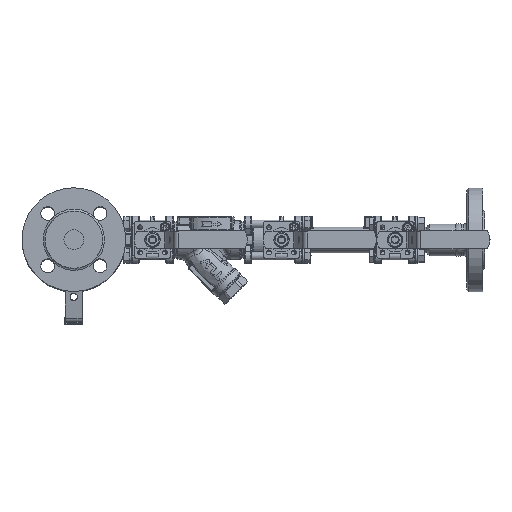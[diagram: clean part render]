
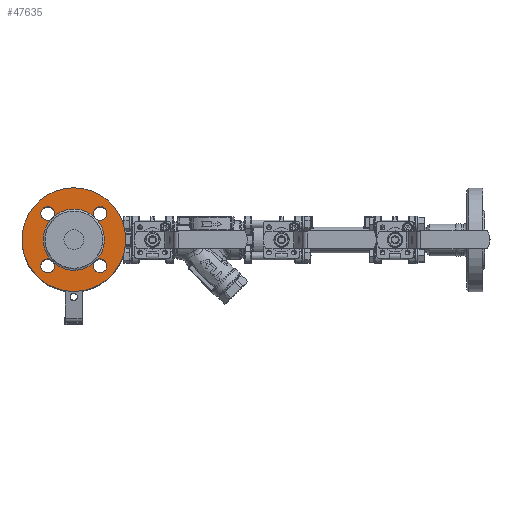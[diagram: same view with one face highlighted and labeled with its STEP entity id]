
A CAD part, top view. The second image highlights one B-rep face of the part: STEP entity #47635.
In plain terms, the highlighted planar face has unit normal (0, 0, 1).
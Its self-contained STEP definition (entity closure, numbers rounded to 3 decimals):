
#3485=FACE_BOUND('',#14134,.T.);
#3743=PLANE('',#50741);
#11146=FACE_OUTER_BOUND('',#14133,.T.);
#14133=EDGE_LOOP('',(#32622,#32623));
#14134=EDGE_LOOP('',(#32624,#32625,#32626,#32627,#32628,#32629,#32630,#32631,
#32632,#32633,#32634,#32635,#32636));
#17398=CIRCLE('',#50717,31.);
#17399=CIRCLE('',#50718,31.);
#17400=CIRCLE('',#50719,31.);
#17401=CIRCLE('',#50720,31.);
#17402=CIRCLE('',#50721,31.);
#17403=CIRCLE('',#50723,7.);
#17404=CIRCLE('',#50724,7.);
#17405=CIRCLE('',#50726,7.);
#17406=CIRCLE('',#50727,7.);
#17407=CIRCLE('',#50729,7.);
#17408=CIRCLE('',#50730,7.);
#17409=CIRCLE('',#50732,7.);
#17410=CIRCLE('',#50733,7.);
#17413=CIRCLE('',#50738,52.5);
#17414=CIRCLE('',#50739,52.5);
#20386=VERTEX_POINT('',#71382);
#20387=VERTEX_POINT('',#71384);
#20388=VERTEX_POINT('',#71386);
#20389=VERTEX_POINT('',#71407);
#20390=VERTEX_POINT('',#71409);
#20391=VERTEX_POINT('',#71430);
#20392=VERTEX_POINT('',#71432);
#20393=VERTEX_POINT('',#71453);
#20394=VERTEX_POINT('',#71455);
#20395=VERTEX_POINT('',#71478);
#20396=VERTEX_POINT('',#71483);
#20397=VERTEX_POINT('',#71488);
#20398=VERTEX_POINT('',#71493);
#20401=VERTEX_POINT('',#71504);
#20402=VERTEX_POINT('',#71506);
#24992=EDGE_CURVE('',#20386,#20387,#17398,.T.);
#24994=EDGE_CURVE('',#20388,#20389,#17399,.T.);
#24996=EDGE_CURVE('',#20390,#20391,#17400,.T.);
#24998=EDGE_CURVE('',#20392,#20393,#17401,.T.);
#25000=EDGE_CURVE('',#20394,#20386,#17402,.T.);
#25001=EDGE_CURVE('',#20390,#20395,#17403,.T.);
#25002=EDGE_CURVE('',#20395,#20389,#17404,.T.);
#25004=EDGE_CURVE('',#20392,#20396,#17405,.T.);
#25005=EDGE_CURVE('',#20396,#20391,#17406,.T.);
#25007=EDGE_CURVE('',#20394,#20397,#17407,.T.);
#25008=EDGE_CURVE('',#20397,#20393,#17408,.T.);
#25010=EDGE_CURVE('',#20388,#20398,#17409,.T.);
#25011=EDGE_CURVE('',#20398,#20387,#17410,.T.);
#25017=EDGE_CURVE('',#20401,#20402,#17413,.T.);
#25018=EDGE_CURVE('',#20402,#20401,#17414,.T.);
#32622=ORIENTED_EDGE('',*,*,#25018,.F.);
#32623=ORIENTED_EDGE('',*,*,#25017,.F.);
#32624=ORIENTED_EDGE('',*,*,#24998,.F.);
#32625=ORIENTED_EDGE('',*,*,#25004,.T.);
#32626=ORIENTED_EDGE('',*,*,#25005,.T.);
#32627=ORIENTED_EDGE('',*,*,#24996,.F.);
#32628=ORIENTED_EDGE('',*,*,#25001,.T.);
#32629=ORIENTED_EDGE('',*,*,#25002,.T.);
#32630=ORIENTED_EDGE('',*,*,#24994,.F.);
#32631=ORIENTED_EDGE('',*,*,#25010,.T.);
#32632=ORIENTED_EDGE('',*,*,#25011,.T.);
#32633=ORIENTED_EDGE('',*,*,#24992,.F.);
#32634=ORIENTED_EDGE('',*,*,#25000,.F.);
#32635=ORIENTED_EDGE('',*,*,#25007,.T.);
#32636=ORIENTED_EDGE('',*,*,#25008,.T.);
#47635=ADVANCED_FACE('',(#11146,#3485),#3743,.F.);
#50717=AXIS2_PLACEMENT_3D('',#71385,#56757,#56758);
#50718=AXIS2_PLACEMENT_3D('',#71408,#56759,#56760);
#50719=AXIS2_PLACEMENT_3D('',#71431,#56761,#56762);
#50720=AXIS2_PLACEMENT_3D('',#71454,#56763,#56764);
#50721=AXIS2_PLACEMENT_3D('',#71476,#56765,#56766);
#50723=AXIS2_PLACEMENT_3D('',#71479,#56769,#56770);
#50724=AXIS2_PLACEMENT_3D('',#71480,#56771,#56772);
#50726=AXIS2_PLACEMENT_3D('',#71484,#56776,#56777);
#50727=AXIS2_PLACEMENT_3D('',#71485,#56778,#56779);
#50729=AXIS2_PLACEMENT_3D('',#71489,#56783,#56784);
#50730=AXIS2_PLACEMENT_3D('',#71490,#56785,#56786);
#50732=AXIS2_PLACEMENT_3D('',#71494,#56790,#56791);
#50733=AXIS2_PLACEMENT_3D('',#71495,#56792,#56793);
#50738=AXIS2_PLACEMENT_3D('',#71507,#56805,#56806);
#50739=AXIS2_PLACEMENT_3D('',#71508,#56807,#56808);
#50741=AXIS2_PLACEMENT_3D('',#71510,#56811,#56812);
#56757=DIRECTION('center_axis',(0.,0.,
1.));
#56758=DIRECTION('ref_axis',(0.,1.,0.));
#56759=DIRECTION('center_axis',(0.,0.,
1.));
#56760=DIRECTION('ref_axis',(0.,1.,0.));
#56761=DIRECTION('center_axis',(0.,0.,
1.));
#56762=DIRECTION('ref_axis',(0.,1.,0.));
#56763=DIRECTION('center_axis',(0.,0.,
1.));
#56764=DIRECTION('ref_axis',(0.,1.,0.));
#56765=DIRECTION('center_axis',(0.,0.,
1.));
#56766=DIRECTION('ref_axis',(0.,1.,0.));
#56769=DIRECTION('center_axis',(0.,0.,
-1.));
#56770=DIRECTION('ref_axis',(1.,0.,0.));
#56771=DIRECTION('center_axis',(0.,0.,
-1.));
#56772=DIRECTION('ref_axis',(1.,0.,0.));
#56776=DIRECTION('center_axis',(0.,0.,
-1.));
#56777=DIRECTION('ref_axis',(0.,1.,0.));
#56778=DIRECTION('center_axis',(0.,0.,
-1.));
#56779=DIRECTION('ref_axis',(0.,1.,0.));
#56783=DIRECTION('center_axis',(0.,0.,
-1.));
#56784=DIRECTION('ref_axis',(-1.,0.,0.));
#56785=DIRECTION('center_axis',(0.,0.,
-1.));
#56786=DIRECTION('ref_axis',(-1.,0.,0.));
#56790=DIRECTION('center_axis',(0.,0.,
-1.));
#56791=DIRECTION('ref_axis',(0.,-1.,0.));
#56792=DIRECTION('center_axis',(0.,0.,
-1.));
#56793=DIRECTION('ref_axis',(0.,-1.,0.));
#56805=DIRECTION('center_axis',(0.,0.,
-1.));
#56806=DIRECTION('ref_axis',(0.,1.,0.));
#56807=DIRECTION('center_axis',(0.,0.,
-1.));
#56808=DIRECTION('ref_axis',(0.,1.,0.));
#56811=DIRECTION('center_axis',(0.,0.,
-1.));
#56812=DIRECTION('ref_axis',(0.,1.,0.));
#71382=CARTESIAN_POINT('',(-224.292,47.574,61.319));
#71384=CARTESIAN_POINT('',(-204.104,55.048,61.319));
#71385=CARTESIAN_POINT('Origin',(-224.292,78.574,61.319));
#71386=CARTESIAN_POINT('',(-200.766,58.386,61.319));
#71407=CARTESIAN_POINT('',(-200.766,98.762,61.319));
#71408=CARTESIAN_POINT('Origin',(-224.292,78.574,61.319));
#71409=CARTESIAN_POINT('',(-204.104,102.1,61.319));
#71430=CARTESIAN_POINT('',(-244.479,102.1,61.319));
#71431=CARTESIAN_POINT('Origin',(-224.292,78.574,61.319));
#71432=CARTESIAN_POINT('',(-247.818,98.762,61.319));
#71453=CARTESIAN_POINT('',(-247.818,58.386,61.319));
#71454=CARTESIAN_POINT('Origin',(-224.292,78.574,61.319));
#71455=CARTESIAN_POINT('',(-244.479,55.048,61.319));
#71476=CARTESIAN_POINT('Origin',(-224.292,78.574,61.319));
#71478=CARTESIAN_POINT('',(-204.775,105.09,61.319));
#71479=CARTESIAN_POINT('Origin',(-197.775,105.09,61.319));
#71480=CARTESIAN_POINT('Origin',(-197.775,105.09,61.319));
#71483=CARTESIAN_POINT('',(-250.808,98.09,61.319));
#71484=CARTESIAN_POINT('Origin',(-250.808,105.09,61.319));
#71485=CARTESIAN_POINT('Origin',(-250.808,105.09,61.319));
#71488=CARTESIAN_POINT('',(-243.808,52.057,61.319));
#71489=CARTESIAN_POINT('Origin',(-250.808,52.057,61.319));
#71490=CARTESIAN_POINT('Origin',(-250.808,52.057,61.319));
#71493=CARTESIAN_POINT('',(-197.775,59.057,61.319));
#71494=CARTESIAN_POINT('Origin',(-197.775,52.057,61.319));
#71495=CARTESIAN_POINT('Origin',(-197.775,52.057,61.319));
#71504=CARTESIAN_POINT('',(-224.292,26.074,61.319));
#71506=CARTESIAN_POINT('',(-224.292,131.074,61.319));
#71507=CARTESIAN_POINT('Origin',(-224.292,78.574,61.319));
#71508=CARTESIAN_POINT('Origin',(-224.292,78.574,61.319));
#71510=CARTESIAN_POINT('Origin',(-224.292,78.574,61.319));
